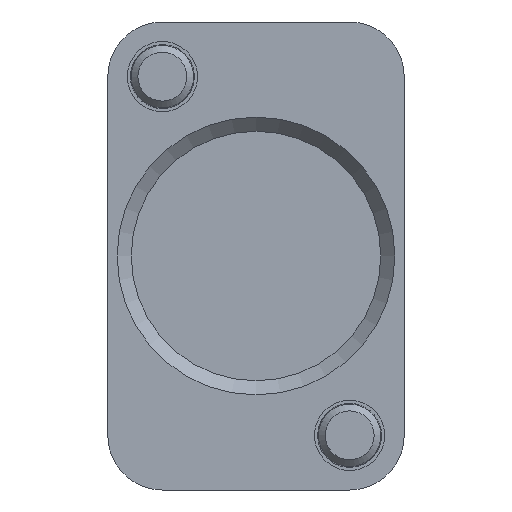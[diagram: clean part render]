
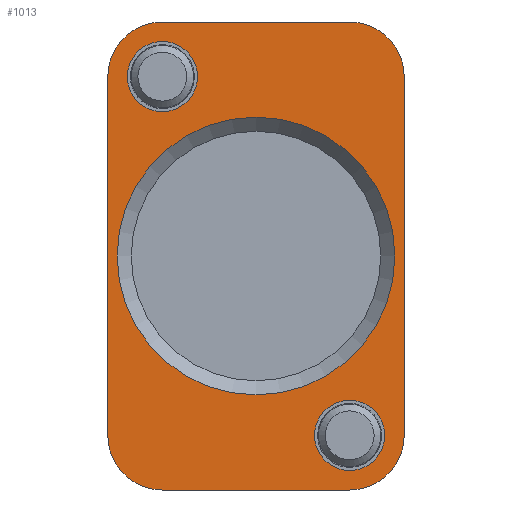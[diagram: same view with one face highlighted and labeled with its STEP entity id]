
A CAD part, front view. The second image highlights one B-rep face of the part: STEP entity #1013.
In plain terms, the highlighted planar face has unit normal (0, -1, 0).
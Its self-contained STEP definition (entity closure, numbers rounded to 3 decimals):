
#62=PLANE('',#1123);
#97=LINE('',#1596,#167);
#103=LINE('',#1611,#173);
#107=LINE('',#1619,#177);
#113=LINE('',#1634,#183);
#167=VECTOR('',#1265,1000.);
#173=VECTOR('',#1279,1000.);
#177=VECTOR('',#1285,1000.);
#183=VECTOR('',#1299,1000.);
#296=ORIENTED_EDGE('',*,*,#552,.T.);
#297=ORIENTED_EDGE('',*,*,#553,.T.);
#298=ORIENTED_EDGE('',*,*,#554,.T.);
#299=ORIENTED_EDGE('',*,*,#512,.F.);
#300=ORIENTED_EDGE('',*,*,#541,.F.);
#301=ORIENTED_EDGE('',*,*,#535,.F.);
#302=ORIENTED_EDGE('',*,*,#533,.F.);
#303=ORIENTED_EDGE('',*,*,#516,.F.);
#304=ORIENTED_EDGE('',*,*,#529,.F.);
#305=ORIENTED_EDGE('',*,*,#523,.F.);
#306=ORIENTED_EDGE('',*,*,#521,.F.);
#512=EDGE_CURVE('',#645,#646,#734,.T.);
#516=EDGE_CURVE('',#649,#650,#736,.T.);
#521=EDGE_CURVE('',#646,#654,#97,.T.);
#523=EDGE_CURVE('',#654,#655,#737,.T.);
#529=EDGE_CURVE('',#655,#649,#103,.T.);
#533=EDGE_CURVE('',#650,#662,#107,.T.);
#535=EDGE_CURVE('',#662,#663,#739,.T.);
#541=EDGE_CURVE('',#663,#645,#113,.T.);
#552=EDGE_CURVE('',#675,#675,#743,.T.);
#553=EDGE_CURVE('',#676,#676,#744,.T.);
#554=EDGE_CURVE('',#677,#677,#745,.T.);
#645=VERTEX_POINT('',#1576);
#646=VERTEX_POINT('',#1578);
#649=VERTEX_POINT('',#1585);
#650=VERTEX_POINT('',#1587);
#654=VERTEX_POINT('',#1597);
#655=VERTEX_POINT('',#1601);
#662=VERTEX_POINT('',#1620);
#663=VERTEX_POINT('',#1624);
#675=VERTEX_POINT('',#1656);
#676=VERTEX_POINT('',#1658);
#677=VERTEX_POINT('',#1660);
#734=CIRCLE('',#1106,3.5);
#736=CIRCLE('',#1109,3.5);
#737=CIRCLE('',#1112,3.5);
#739=CIRCLE('',#1117,3.5);
#743=CIRCLE('',#1124,2.25);
#744=CIRCLE('',#1125,2.25);
#745=CIRCLE('',#1126,8.9);
#800=EDGE_LOOP('',(#296));
#801=EDGE_LOOP('',(#297));
#802=EDGE_LOOP('',(#298));
#803=EDGE_LOOP('',(#299,#300,#301,#302,#303,#304,#305,#306));
#898=FACE_BOUND('',#800,.T.);
#899=FACE_BOUND('',#801,.T.);
#900=FACE_BOUND('',#802,.T.);
#901=FACE_BOUND('',#803,.T.);
#1013=ADVANCED_FACE('',(#898,#899,#900,#901),#62,.F.);
#1106=AXIS2_PLACEMENT_3D('',#1577,#1249,#1250);
#1109=AXIS2_PLACEMENT_3D('',#1586,#1257,#1258);
#1112=AXIS2_PLACEMENT_3D('',#1600,#1269,#1270);
#1117=AXIS2_PLACEMENT_3D('',#1623,#1289,#1290);
#1123=AXIS2_PLACEMENT_3D('',#1654,#1314,#1315);
#1124=AXIS2_PLACEMENT_3D('',#1655,#1316,#1317);
#1125=AXIS2_PLACEMENT_3D('',#1657,#1318,#1319);
#1126=AXIS2_PLACEMENT_3D('',#1659,#1320,#1321);
#1249=DIRECTION('',(0.,1.,0.));
#1250=DIRECTION('',(1.,0.,0.));
#1257=DIRECTION('',(0.,1.,0.));
#1258=DIRECTION('',(1.,0.,0.));
#1265=DIRECTION('',(0.,0.,1.));
#1269=DIRECTION('',(0.,1.,0.));
#1270=DIRECTION('',(1.,0.,0.));
#1279=DIRECTION('',(1.,0.,0.));
#1285=DIRECTION('',(0.,0.,-1.));
#1289=DIRECTION('',(0.,1.,0.));
#1290=DIRECTION('',(1.,0.,0.));
#1299=DIRECTION('',(-1.,0.,0.));
#1314=DIRECTION('',(0.,1.,0.));
#1315=DIRECTION('',(0.,0.,1.));
#1316=DIRECTION('',(0.,1.,0.));
#1317=DIRECTION('',(1.,0.,0.));
#1318=DIRECTION('',(0.,1.,0.));
#1319=DIRECTION('',(1.,0.,0.));
#1320=DIRECTION('',(0.,1.,0.));
#1321=DIRECTION('',(0.,0.,1.));
#1576=CARTESIAN_POINT('',(-11.5,0.,-9.5));
#1577=CARTESIAN_POINT('',(-11.5,0.,-6.));
#1578=CARTESIAN_POINT('',(-15.,0.,-6.));
#1585=CARTESIAN_POINT('',(11.5,0.,9.5));
#1586=CARTESIAN_POINT('',(11.5,0.,6.));
#1587=CARTESIAN_POINT('',(15.,0.,6.));
#1596=CARTESIAN_POINT('',(-15.,0.,-6.));
#1597=CARTESIAN_POINT('',(-15.,0.,6.));
#1600=CARTESIAN_POINT('',(-11.5,0.,6.));
#1601=CARTESIAN_POINT('',(-11.5,0.,9.5));
#1611=CARTESIAN_POINT('',(-11.5,0.,9.5));
#1619=CARTESIAN_POINT('',(15.,0.,6.));
#1620=CARTESIAN_POINT('',(15.,0.,-6.));
#1623=CARTESIAN_POINT('',(11.5,0.,-6.));
#1624=CARTESIAN_POINT('',(11.5,0.,-9.5));
#1634=CARTESIAN_POINT('',(11.5,0.,-9.5));
#1654=CARTESIAN_POINT('',(-11.5,0.,-6.));
#1655=CARTESIAN_POINT('',(-11.5,0.,-6.));
#1656=CARTESIAN_POINT('',(-9.25,0.,-6.));
#1657=CARTESIAN_POINT('',(11.5,0.,6.));
#1658=CARTESIAN_POINT('',(13.75,0.,6.));
#1659=CARTESIAN_POINT('',(0.,0.,0.));
#1660=CARTESIAN_POINT('',(0.,0.,8.9));
